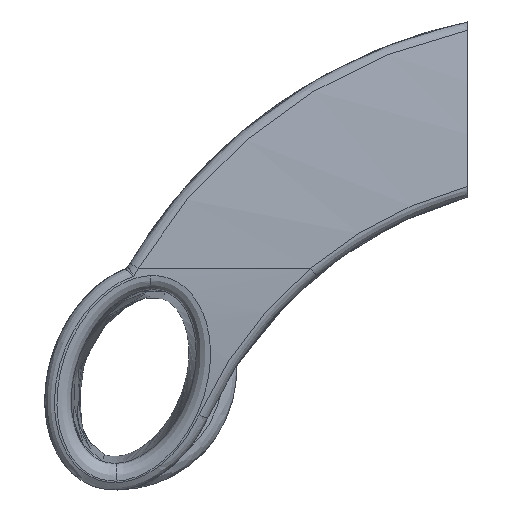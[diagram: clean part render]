
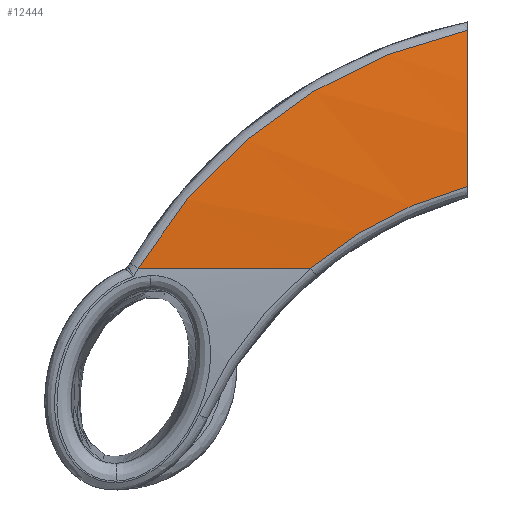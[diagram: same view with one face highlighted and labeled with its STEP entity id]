
A CAD part, left-side view. The second image highlights one B-rep face of the part: STEP entity #12444.
In plain terms, the highlighted cylindrical face has radius 208.036 mm (diameter 416.071 mm), a partial arc.
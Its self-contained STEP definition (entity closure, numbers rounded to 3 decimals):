
#612 = CARTESIAN_POINT ( 'NONE',  ( -66.714, 42.884, 0.082 ) ) ;
#737 = CARTESIAN_POINT ( 'NONE',  ( -63.732, 0., 25.731 ) ) ;
#981 = CARTESIAN_POINT ( 'NONE',  ( -66.615, 0., 1.646 ) ) ;
#1367 = FACE_OUTER_BOUND ( 'NONE', #7484, .T. ) ;
#1382 = CARTESIAN_POINT ( 'NONE',  ( -66.107, 34.725, 8.257 ) ) ;
#1386 = CARTESIAN_POINT ( 'NONE',  ( 141.036, 0., -11. ) ) ;
#1415 = CARTESIAN_POINT ( 'NONE',  ( -67., 24.197, -11. ) ) ;
#1503 = CARTESIAN_POINT ( 'NONE',  ( -66.462, 39.222, 4.079 ) ) ;
#1567 = CARTESIAN_POINT ( 'NONE',  ( -64.37, 12.271, 21.974 ) ) ;
#1641 = CARTESIAN_POINT ( 'NONE',  ( -67., 50.759, -11. ) ) ;
#1825 = CARTESIAN_POINT ( 'NONE',  ( -66.633, 1.056, 1.359 ) ) ;
#1829 = CARTESIAN_POINT ( 'NONE',  ( -63.826, 2.406, 25.205 ) ) ;
#1992 = ORIENTED_EDGE ( 'NONE', *, *, #2349, .F. ) ;
#2079 = EDGE_CURVE ( 'NONE', #7013, #5110, #5899, .T. ) ;
#2349 = EDGE_CURVE ( 'NONE', #10319, #7013, #12265, .T. ) ;
#2486 = CARTESIAN_POINT ( 'NONE',  ( -66.96, 47.845, -6.366 ) ) ;
#2550 = CARTESIAN_POINT ( 'NONE',  ( -64.495, 14.161, 21.191 ) ) ;
#2738 = CARTESIAN_POINT ( 'NONE',  ( -66.776, 8.588, -1.317 ) ) ;
#2931 = CARTESIAN_POINT ( 'NONE',  ( -66.712, 5.34, -0.059 ) ) ;
#2994 = CARTESIAN_POINT ( 'NONE',  ( -66.82, 10.686, -2.271 ) ) ;
#3417 = CARTESIAN_POINT ( 'NONE',  ( -67., 65.175, -11. ) ) ;
#3457 = CARTESIAN_POINT ( 'NONE',  ( -67., 50.759, -11. ) ) ;
#3521 = CARTESIAN_POINT ( 'NONE',  ( -65.804, 31.036, 11.291 ) ) ;
#3588 = CARTESIAN_POINT ( 'NONE',  ( -65.714, 29.953, 12.11 ) ) ;
#3899 = CARTESIAN_POINT ( 'NONE',  ( -66.984, 20.559, -8.118 ) ) ;
#3900 = CIRCLE ( 'NONE', #4931, 208.036 ) ;
#4151 = EDGE_CURVE ( 'NONE', #9978, #5110, #3900, .T. ) ;
#4684 = CARTESIAN_POINT ( 'NONE',  ( -67., 24.197, -11. ) ) ;
#4804 = CARTESIAN_POINT ( 'NONE',  ( -66.898, 14.759, -4.395 ) ) ;
#4931 = AXIS2_PLACEMENT_3D ( 'NONE', #1386, #5334, #9267 ) ;
#5110 = VERTEX_POINT ( 'NONE', #8313 ) ;
#5174 = ORIENTED_EDGE ( 'NONE', *, *, #4151, .T. ) ;
#5260 = CYLINDRICAL_SURFACE ( 'NONE', #12398, 208.036 ) ;
#5334 = DIRECTION ( 'NONE',  ( 0., 1., 0. ) ) ;
#5396 = CARTESIAN_POINT ( 'NONE',  ( -67., 49.357, -8.636 ) ) ;
#5457 = CARTESIAN_POINT ( 'NONE',  ( -66.313, 37.284, 5.987 ) ) ;
#5519 = CARTESIAN_POINT ( 'NONE',  ( -64.33, 11.634, 22.225 ) ) ;
#5899 = B_SPLINE_CURVE_WITH_KNOTS ( 'NONE', 3,
 ( #3457, #5396, #2486, #10361, #612, #1503, #5457, #1382, #9391, #8424, #12370, #3521, #3588, #9263, #7459, #11405, #10429, #2550, #6502, #1567, #5519, #8493, #12432, #6757, #1829, #737 ),
 .UNSPECIFIED., .F., .F.,
 ( 4, 2, 2, 2, 2, 2, 2, 2, 2, 2, 2, 2, 4 ),
 ( 0., 0.126, 0.253, 0.379, 0.411, 0.442, 0.506, 0.632, 0.758, 0.79, 0.821, 0.885, 1. ),
 .UNSPECIFIED. ) ;
#6502 = CARTESIAN_POINT ( 'NONE',  ( -64.453, 13.534, 21.457 ) ) ;
#6757 = CARTESIAN_POINT ( 'NONE',  ( -63.939, 4.787, 24.566 ) ) ;
#6814 = CARTESIAN_POINT ( 'NONE',  ( -66.681, 3.701, 0.521 ) ) ;
#7013 = VERTEX_POINT ( 'NONE', #1641 ) ;
#7142 = CARTESIAN_POINT ( 'NONE',  ( -66.615, 0., 1.646 ) ) ;
#7459 = CARTESIAN_POINT ( 'NONE',  ( -65.254, 24.378, 15.931 ) ) ;
#7484 = EDGE_LOOP ( 'NONE', ( #5174, #7602, #1992, #12576 ) ) ;
#7602 = ORIENTED_EDGE ( 'NONE', *, *, #2079, .F. ) ;
#7835 = CARTESIAN_POINT ( 'NONE',  ( -67., 22.41, -9.503 ) ) ;
#8313 = CARTESIAN_POINT ( 'NONE',  ( -63.732, 0., 25.731 ) ) ;
#8424 = CARTESIAN_POINT ( 'NONE',  ( -65.98, 33.16, 9.585 ) ) ;
#8493 = CARTESIAN_POINT ( 'NONE',  ( -64.212, 9.719, 22.95 ) ) ;
#8866 = CARTESIAN_POINT ( 'NONE',  ( -66.933, 16.733, -5.564 ) ) ;
#9125 = DIRECTION ( 'NONE',  ( 0., 1., 0. ) ) ;
#9162 = DIRECTION ( 'NONE',  ( 0., 1., 0. ) ) ;
#9263 = CARTESIAN_POINT ( 'NONE',  ( -65.441, 26.651, 14.474 ) ) ;
#9267 = DIRECTION ( 'NONE',  ( 0., 0., 1. ) ) ;
#9391 = CARTESIAN_POINT ( 'NONE',  ( -66.065, 34.206, 8.705 ) ) ;
#9828 = CARTESIAN_POINT ( 'NONE',  ( -66.723, 5.885, -0.263 ) ) ;
#9891 = CARTESIAN_POINT ( 'NONE',  ( -66.651, 2.107, 1.044 ) ) ;
#9978 = VERTEX_POINT ( 'NONE', #7142 ) ;
#10319 = VERTEX_POINT ( 'NONE', #1415 ) ;
#10361 = CARTESIAN_POINT ( 'NONE',  ( -66.817, 44.609, -2.007 ) ) ;
#10429 = CARTESIAN_POINT ( 'NONE',  ( -64.707, 17.273, 19.821 ) ) ;
#10933 = CARTESIAN_POINT ( 'NONE',  ( 141.036, 65.175, -11. ) ) ;
#11317 = EDGE_CURVE ( 'NONE', #9978, #10319, #12096, .T. ) ;
#11405 = CARTESIAN_POINT ( 'NONE',  ( -64.887, 19.689, 18.604 ) ) ;
#11822 = VECTOR ( 'NONE', #9162, 1000. ) ;
#12037 = DIRECTION ( 'NONE',  ( 0., 0., 1. ) ) ;
#12096 =( BOUNDED_CURVE ( )  B_SPLINE_CURVE ( 3, ( #981, #1825, #9891, #6814, #12620, #2931, #9828, #2738, #2994, #4804, #8866, #3899, #7835, #4684 ),
 .UNSPECIFIED., .F., .F. ) 
 B_SPLINE_CURVE_WITH_KNOTS ( ( 4, 2, 2, 2, 2, 2, 4 ),
 ( 0., 0.12, 0.183, 0.246, 0.497, 0.749, 1. ),
 .UNSPECIFIED. ) 
 CURVE ( )  GEOMETRIC_REPRESENTATION_ITEM ( )  RATIONAL_B_SPLINE_CURVE ( ( 1., 1., 1., 1., 1., 1., 1., 1., 1., 1., 1., 1., 1., 1. ) ) 
 REPRESENTATION_ITEM ( '' )  );
#12265 = LINE ( 'NONE', #3417, #11822 ) ;
#12370 = CARTESIAN_POINT ( 'NONE',  ( -65.936, 32.632, 10.018 ) ) ;
#12398 = AXIS2_PLACEMENT_3D ( 'NONE', #10933, #9125, #12037 ) ;
#12432 = CARTESIAN_POINT ( 'NONE',  ( -64.137, 8.435, 23.398 ) ) ;
#12444 = ADVANCED_FACE ( 'NONE', ( #1367 ), #5260, .T. ) ;
#12576 = ORIENTED_EDGE ( 'NONE', *, *, #11317, .F. ) ;
#12620 = CARTESIAN_POINT ( 'NONE',  ( -66.691, 4.248, 0.333 ) ) ;
